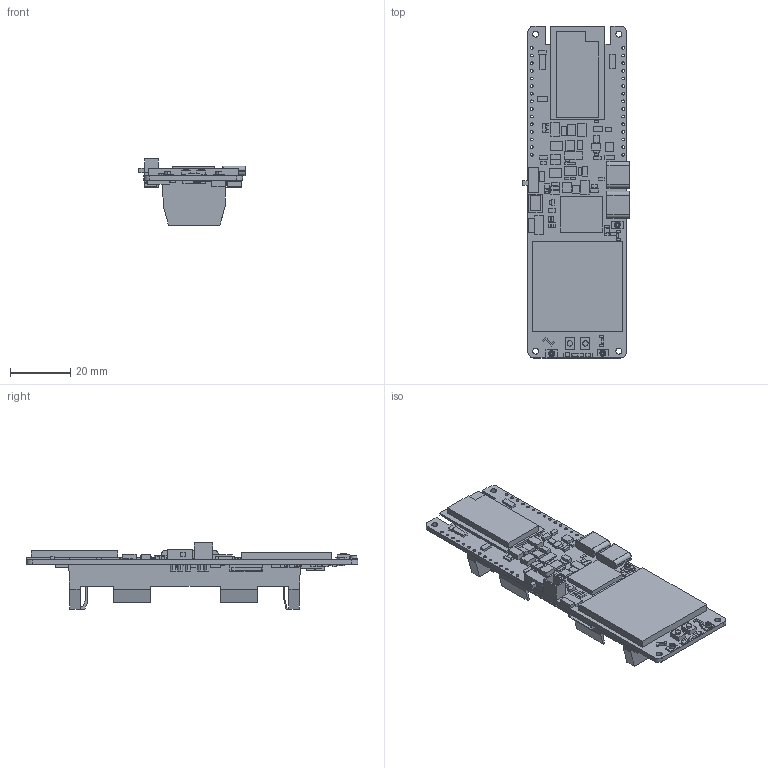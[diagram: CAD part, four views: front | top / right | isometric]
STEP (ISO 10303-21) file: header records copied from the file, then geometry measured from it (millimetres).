
FILE_DESCRIPTION((''),'2;1');
FILE_NAME('SIM7600G-H','2022-07-15T15:42:39',('123456'),(''),'CREO PARAMETRIC BY PTC INC, 2019080','CREO PARAMETRIC BY PTC INC, 2019080','');
FILE_SCHEMA(('AUTOMOTIVE_DESIGN { 1 0 10303 214 1 1 1 1 }'));
Length unit declared in the file: millimetre
Products named in the file (1): SIM7600G-H
Bounding box: 35.6 x 110.56 x 22.07 mm (x, y, z)
Volume: 17751.8 mm3; surface area: 14278.1 mm2
Topology: 1 solids, 1 shells, 978 faces, 2434 edges, 1618 vertices
Faces by surface type: plane 857, cylinder 121
Entity records: 29234 total; most frequent: CARTESIAN_POINT 5041, ORIENTED_EDGE 4868, DIRECTION 4637, EDGE_CURVE 2434, VECTOR 2181, LINE 2181, VERTEX_POINT 1618, AXIS2_PLACEMENT_3D 1228
